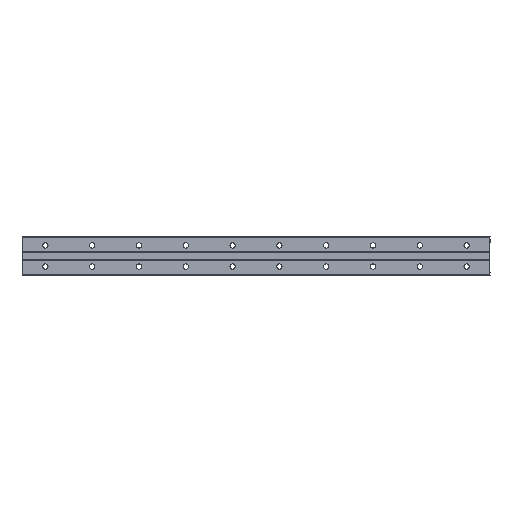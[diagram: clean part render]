
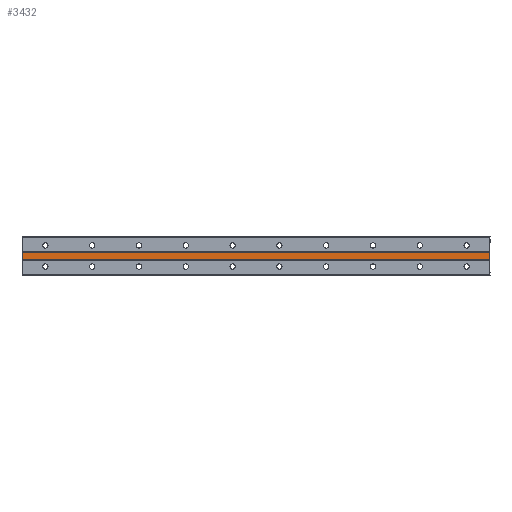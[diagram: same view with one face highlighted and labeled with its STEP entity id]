
A CAD part, front view. The second image highlights one B-rep face of the part: STEP entity #3432.
In plain terms, the highlighted planar face has unit normal (0, -1, 0).
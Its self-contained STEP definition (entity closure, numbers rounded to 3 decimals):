
#135 = VECTOR ( 'NONE', #3989, 1000. ) ;
#207 = EDGE_LOOP ( 'NONE', ( #3812, #909, #2633, #3384 ) ) ;
#909 = ORIENTED_EDGE ( 'NONE', *, *, #3497, .F. ) ;
#983 = DIRECTION ( 'NONE',  ( 0., 1., 0. ) ) ;
#1036 = VERTEX_POINT ( 'NONE', #1529 ) ;
#1293 = CARTESIAN_POINT ( 'NONE',  ( 380., 0.5, 3. ) ) ;
#1364 = LINE ( 'NONE', #1639, #2028 ) ;
#1482 = DIRECTION ( 'NONE',  ( 0., 0., -1. ) ) ;
#1529 = CARTESIAN_POINT ( 'NONE',  ( -20., 0.5, -3. ) ) ;
#1611 = VERTEX_POINT ( 'NONE', #1293 ) ;
#1639 = CARTESIAN_POINT ( 'NONE',  ( -20., 0.5, 16.615 ) ) ;
#1673 = DIRECTION ( 'NONE',  ( 0., 0., 1. ) ) ;
#1768 = EDGE_CURVE ( 'NONE', #4199, #1611, #3736, .T. ) ;
#2020 = CARTESIAN_POINT ( 'NONE',  ( 380., 0.5, 3. ) ) ;
#2028 = VECTOR ( 'NONE', #2662, 1000. ) ;
#2057 = VERTEX_POINT ( 'NONE', #3052 ) ;
#2110 = CARTESIAN_POINT ( 'NONE',  ( 380., 0.5, 16.615 ) ) ;
#2160 = VECTOR ( 'NONE', #3843, 1000. ) ;
#2183 = CARTESIAN_POINT ( 'NONE',  ( 380., 0.5, -3. ) ) ;
#2261 = EDGE_CURVE ( 'NONE', #1036, #2057, #3193, .T. ) ;
#2332 = FACE_OUTER_BOUND ( 'NONE', #207, .T. ) ;
#2633 = ORIENTED_EDGE ( 'NONE', *, *, #1768, .F. ) ;
#2662 = DIRECTION ( 'NONE',  ( 0., 0., -1. ) ) ;
#2665 = VECTOR ( 'NONE', #1482, 1000. ) ;
#2755 = CARTESIAN_POINT ( 'NONE',  ( 380., 0.5, 3. ) ) ;
#2966 = CARTESIAN_POINT ( 'NONE',  ( -20., 0.5, 3. ) ) ;
#2971 = EDGE_CURVE ( 'NONE', #4199, #1036, #1364, .T. ) ;
#3052 = CARTESIAN_POINT ( 'NONE',  ( 380., 0.5, -3. ) ) ;
#3106 = LINE ( 'NONE', #2110, #2665 ) ;
#3193 = LINE ( 'NONE', #2183, #2160 ) ;
#3384 = ORIENTED_EDGE ( 'NONE', *, *, #2971, .T. ) ;
#3432 = ADVANCED_FACE ( 'NONE', ( #2332 ), #3663, .F. ) ;
#3497 = EDGE_CURVE ( 'NONE', #1611, #2057, #3106, .T. ) ;
#3663 = PLANE ( 'NONE',  #4247 ) ;
#3736 = LINE ( 'NONE', #2755, #135 ) ;
#3812 = ORIENTED_EDGE ( 'NONE', *, *, #2261, .T. ) ;
#3843 = DIRECTION ( 'NONE',  ( 1., 0., 0. ) ) ;
#3989 = DIRECTION ( 'NONE',  ( 1., 0., 0. ) ) ;
#4199 = VERTEX_POINT ( 'NONE', #2966 ) ;
#4247 = AXIS2_PLACEMENT_3D ( 'NONE', #2020, #983, #1673 ) ;
